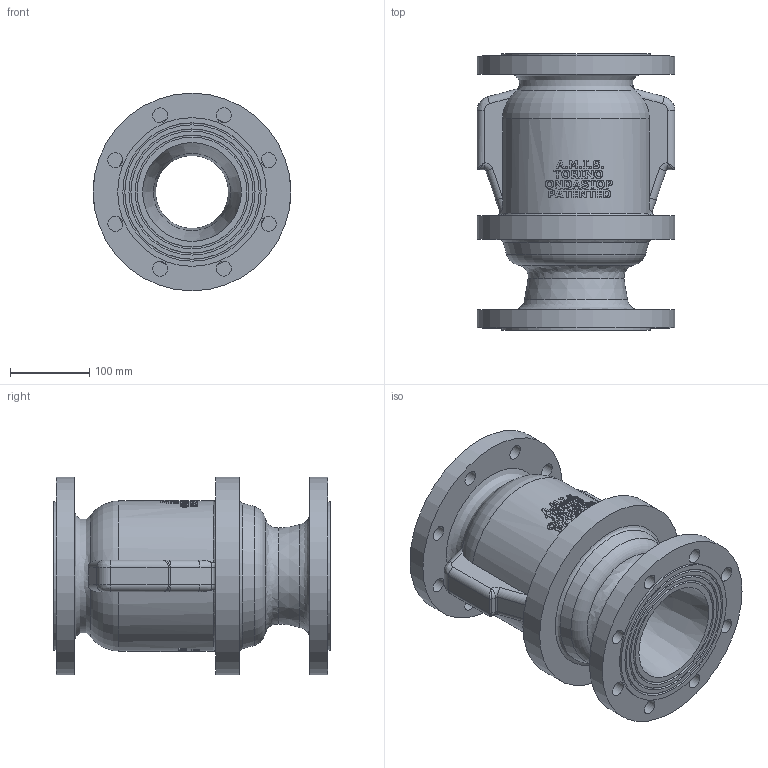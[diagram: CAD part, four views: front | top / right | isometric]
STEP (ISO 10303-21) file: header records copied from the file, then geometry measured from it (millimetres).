
FILE_DESCRIPTION((''),'2;1');
FILE_NAME('ONDASTOP DN 125 SHAPE.stp','2018-10-26T10:36:44',('BonifantiL'),(''),'Autodesk Inventor 2008','Autodesk Inventor 2008','');
FILE_SCHEMA(('AUTOMOTIVE_DESIGN { 1 0 10303 214 1 1 1 1 }'));
Length unit declared in the file: millimetre
Products named in the file (1): ONDASTOP DN 125 SHAPE
Bounding box: 250 x 350 x 250 mm (x, y, z)
Volume: 4300697.8 mm3; surface area: 638075.4 mm2
Topology: 1 solids, 1 shells, 665 faces, 1736 edges, 1137 vertices
Faces by surface type: plane 324, bspline 211, cylinder 102, torus 18, cone 10
Full cylindrical faces by diameter (mm): 19 x16, 188 x1, 188.074 x1, 250 x3
Entity records: 24937 total; most frequent: CARTESIAN_POINT 9633, ORIENTED_EDGE 3368, DIRECTION 2716, EDGE_CURVE 1684, VERTEX_POINT 1136, AXIS2_PLACEMENT_3D 971, EDGE_LOOP 814, VECTOR 774
